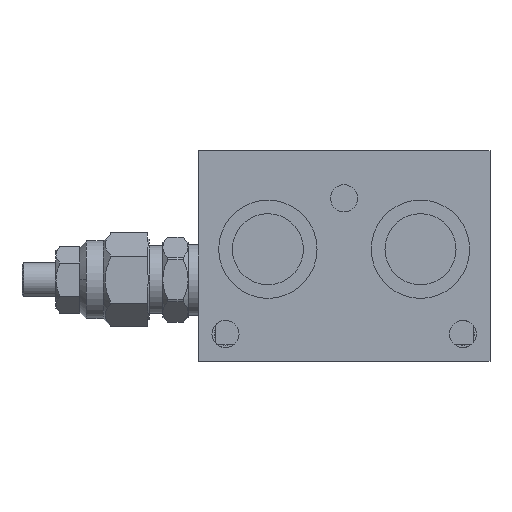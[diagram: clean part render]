
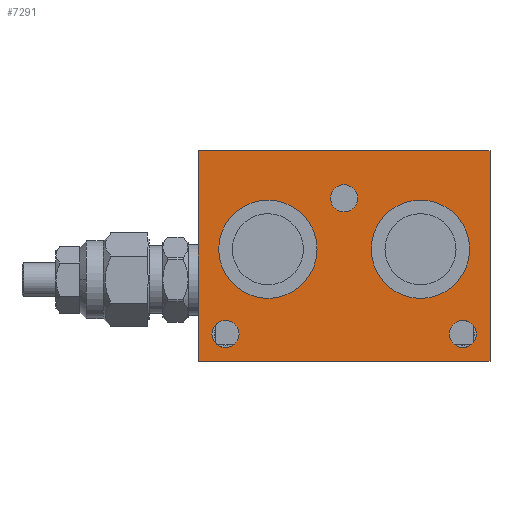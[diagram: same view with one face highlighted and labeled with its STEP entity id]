
A CAD part, front view. The second image highlights one B-rep face of the part: STEP entity #7291.
In plain terms, the highlighted planar face has unit normal (0, -1, 0).
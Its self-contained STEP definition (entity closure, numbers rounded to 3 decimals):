
#3197 = VERTEX_POINT( '', #8598 );
#3307 = VERTEX_POINT( '', #8721 );
#3495 = EDGE_CURVE( '', #4427, #3979, #8926, .T. );
#3589 = EDGE_CURVE( '', #3197, #5919, #9031, .T. );
#3651 = EDGE_CURVE( '', #5865, #5399, #9103, .T. );
#3673 = VERTEX_POINT( '', #9127 );
#3979 = VERTEX_POINT( '', #9459 );
#4239 = VERTEX_POINT( '', #9748 );
#4251 = VERTEX_POINT( '', #9762 );
#4427 = VERTEX_POINT( '', #9956 );
#4445 = VERTEX_POINT( '', #9975 );
#4543 = VERTEX_POINT( '', #10084 );
#5043 = EDGE_CURVE( '', #5919, #3197, #10639, .T. );
#5399 = VERTEX_POINT( '', #11035 );
#5865 = VERTEX_POINT( '', #11557 );
#5919 = VERTEX_POINT( '', #11618 );
#6103 = EDGE_CURVE( '', #4543, #4445, #11824, .T. );
#6379 = EDGE_CURVE( '', #5399, #5865, #12132, .T. );
#6817 = EDGE_CURVE( '', #3673, #7961, #12647, .T. );
#6821 = EDGE_CURVE( '', #3307, #4543, #12651, .T. );
#6925 = EDGE_CURVE( '', #4251, #7597, #12772, .T. );
#6993 = EDGE_CURVE( '', #7597, #4251, #12848, .T. );
#7075 = EDGE_CURVE( '', #7961, #3673, #12940, .T. );
#7291 = ADVANCED_FACE( '', ( #13174, #13175, #13176, #13177, #13178, #13179 ), #13180, .F. );
#7403 = EDGE_CURVE( '', #3307, #4239, #13308, .T. );
#7597 = VERTEX_POINT( '', #13527 );
#7707 = EDGE_CURVE( '', #3979, #4427, #13655, .T. );
#7941 = EDGE_CURVE( '', #4445, #4239, #13979, .T. );
#7961 = VERTEX_POINT( '', #14000 );
#8598 = CARTESIAN_POINT( '', ( 353., 0., 53. ) );
#8721 = CARTESIAN_POINT( '', ( 279., 0., 107. ) );
#8926 = CIRCLE( '', #15374, 14.5 );
#9031 = CIRCLE( '', #15531, 4. );
#9103 = CIRCLE( '', #15617, 4. );
#9127 = CARTESIAN_POINT( '', ( 285., 0., 78. ) );
#9459 = CARTESIAN_POINT( '', ( 359., 0., 78. ) );
#9748 = CARTESIAN_POINT( '', ( 279., 0., 45. ) );
#9762 = CARTESIAN_POINT( '', ( 283., 0., 53. ) );
#9956 = CARTESIAN_POINT( '', ( 330., 0., 78. ) );
#9975 = CARTESIAN_POINT( '', ( 365., 0., 45. ) );
#10084 = CARTESIAN_POINT( '', ( 365., 0., 107. ) );
#10639 = CIRCLE( '', #17750, 4. );
#11035 = CARTESIAN_POINT( '', ( 318., 0., 93. ) );
#11557 = CARTESIAN_POINT( '', ( 326., 0., 93. ) );
#11618 = CARTESIAN_POINT( '', ( 361., 0., 53. ) );
#11824 = LINE( '', #19492, #19493 );
#12132 = CIRCLE( '', #19912, 4. );
#12647 = CIRCLE( '', #20602, 14.5 );
#12651 = LINE( '', #20608, #20609 );
#12772 = CIRCLE( '', #20787, 4. );
#12848 = CIRCLE( '', #20872, 4. );
#12940 = CIRCLE( '', #21002, 14.5 );
#13174 = FACE_BOUND( '', #21360, .T. );
#13175 = FACE_BOUND( '', #21361, .T. );
#13176 = FACE_BOUND( '', #21362, .T. );
#13177 = FACE_BOUND( '', #21363, .T. );
#13178 = FACE_BOUND( '', #21364, .T. );
#13179 = FACE_OUTER_BOUND( '', #21365, .T. );
#13180 = PLANE( '', #21366 );
#13308 = LINE( '', #21554, #21555 );
#13527 = CARTESIAN_POINT( '', ( 291., 0., 53. ) );
#13655 = CIRCLE( '', #22032, 14.5 );
#13979 = LINE( '', #22457, #22458 );
#14000 = CARTESIAN_POINT( '', ( 314., 0., 78. ) );
#15374 = AXIS2_PLACEMENT_3D( '', #23656, #23657, #23658 );
#15531 = AXIS2_PLACEMENT_3D( '', #23791, #23792, #23793 );
#15617 = AXIS2_PLACEMENT_3D( '', #23895, #23896, #23897 );
#17750 = AXIS2_PLACEMENT_3D( '', #25656, #25657, #25658 );
#19492 = CARTESIAN_POINT( '', ( 365., 0., 76. ) );
#19493 = VECTOR( '', #27047, 1. );
#19912 = AXIS2_PLACEMENT_3D( '', #27405, #27406, #27407 );
#20602 = AXIS2_PLACEMENT_3D( '', #28089, #28090, #28091 );
#20608 = CARTESIAN_POINT( '', ( 322., 0., 107. ) );
#20609 = VECTOR( '', #28095, 1. );
#20787 = AXIS2_PLACEMENT_3D( '', #28257, #28258, #28259 );
#20872 = AXIS2_PLACEMENT_3D( '', #28335, #28336, #28337 );
#21002 = AXIS2_PLACEMENT_3D( '', #28445, #28446, #28447 );
#21360 = EDGE_LOOP( '', ( #28706, #28707 ) );
#21361 = EDGE_LOOP( '', ( #28708, #28709 ) );
#21362 = EDGE_LOOP( '', ( #28710, #28711 ) );
#21363 = EDGE_LOOP( '', ( #28712, #28713 ) );
#21364 = EDGE_LOOP( '', ( #28714, #28715 ) );
#21365 = EDGE_LOOP( '', ( #28716, #28717, #28718, #28719 ) );
#21366 = AXIS2_PLACEMENT_3D( '', #28720, #28721, #28722 );
#21554 = CARTESIAN_POINT( '', ( 279., 0., 76. ) );
#21555 = VECTOR( '', #28891, 1. );
#22032 = AXIS2_PLACEMENT_3D( '', #29381, #29382, #29383 );
#22457 = CARTESIAN_POINT( '', ( 322., 0., 45. ) );
#22458 = VECTOR( '', #29872, 1. );
#23656 = CARTESIAN_POINT( '', ( 344.5, 0., 78. ) );
#23657 = DIRECTION( '', ( 0., 1., 0. ) );
#23658 = DIRECTION( '', ( 1., 0., 0. ) );
#23791 = CARTESIAN_POINT( '', ( 357., 0., 53. ) );
#23792 = DIRECTION( '', ( 0., 1., 0. ) );
#23793 = DIRECTION( '', ( 1., 0., 0. ) );
#23895 = CARTESIAN_POINT( '', ( 322., 0., 93. ) );
#23896 = DIRECTION( '', ( 0., 1., 0. ) );
#23897 = DIRECTION( '', ( 1., 0., 0. ) );
#25656 = CARTESIAN_POINT( '', ( 357., 0., 53. ) );
#25657 = DIRECTION( '', ( 0., 1., 0. ) );
#25658 = DIRECTION( '', ( 1., 0., 0. ) );
#27047 = DIRECTION( '', ( 0., 0., -1. ) );
#27405 = CARTESIAN_POINT( '', ( 322., 0., 93. ) );
#27406 = DIRECTION( '', ( 0., 1., 0. ) );
#27407 = DIRECTION( '', ( 1., 0., 0. ) );
#28089 = CARTESIAN_POINT( '', ( 299.5, 0., 78. ) );
#28090 = DIRECTION( '', ( 0., 1., 0. ) );
#28091 = DIRECTION( '', ( 1., 0., 0. ) );
#28095 = DIRECTION( '', ( 1., 0., 0. ) );
#28257 = CARTESIAN_POINT( '', ( 287., 0., 53. ) );
#28258 = DIRECTION( '', ( 0., 1., 0. ) );
#28259 = DIRECTION( '', ( 1., 0., 0. ) );
#28335 = CARTESIAN_POINT( '', ( 287., 0., 53. ) );
#28336 = DIRECTION( '', ( 0., 1., 0. ) );
#28337 = DIRECTION( '', ( 1., 0., 0. ) );
#28445 = CARTESIAN_POINT( '', ( 299.5, 0., 78. ) );
#28446 = DIRECTION( '', ( 0., 1., 0. ) );
#28447 = DIRECTION( '', ( 1., 0., 0. ) );
#28706 = ORIENTED_EDGE( '', *, *, #3651, .T. );
#28707 = ORIENTED_EDGE( '', *, *, #6379, .T. );
#28708 = ORIENTED_EDGE( '', *, *, #7707, .T. );
#28709 = ORIENTED_EDGE( '', *, *, #3495, .T. );
#28710 = ORIENTED_EDGE( '', *, *, #7075, .T. );
#28711 = ORIENTED_EDGE( '', *, *, #6817, .T. );
#28712 = ORIENTED_EDGE( '', *, *, #6993, .T. );
#28713 = ORIENTED_EDGE( '', *, *, #6925, .T. );
#28714 = ORIENTED_EDGE( '', *, *, #5043, .T. );
#28715 = ORIENTED_EDGE( '', *, *, #3589, .T. );
#28716 = ORIENTED_EDGE( '', *, *, #7403, .T. );
#28717 = ORIENTED_EDGE( '', *, *, #7941, .F. );
#28718 = ORIENTED_EDGE( '', *, *, #6103, .F. );
#28719 = ORIENTED_EDGE( '', *, *, #6821, .F. );
#28720 = CARTESIAN_POINT( '', ( 322., 0., 76. ) );
#28721 = DIRECTION( '', ( 0., 1., 0. ) );
#28722 = DIRECTION( '', ( 0., 0., 1. ) );
#28891 = DIRECTION( '', ( 0., 0., -1. ) );
#29381 = CARTESIAN_POINT( '', ( 344.5, 0., 78. ) );
#29382 = DIRECTION( '', ( 0., 1., 0. ) );
#29383 = DIRECTION( '', ( 1., 0., 0. ) );
#29872 = DIRECTION( '', ( -1., 0., 0. ) );
